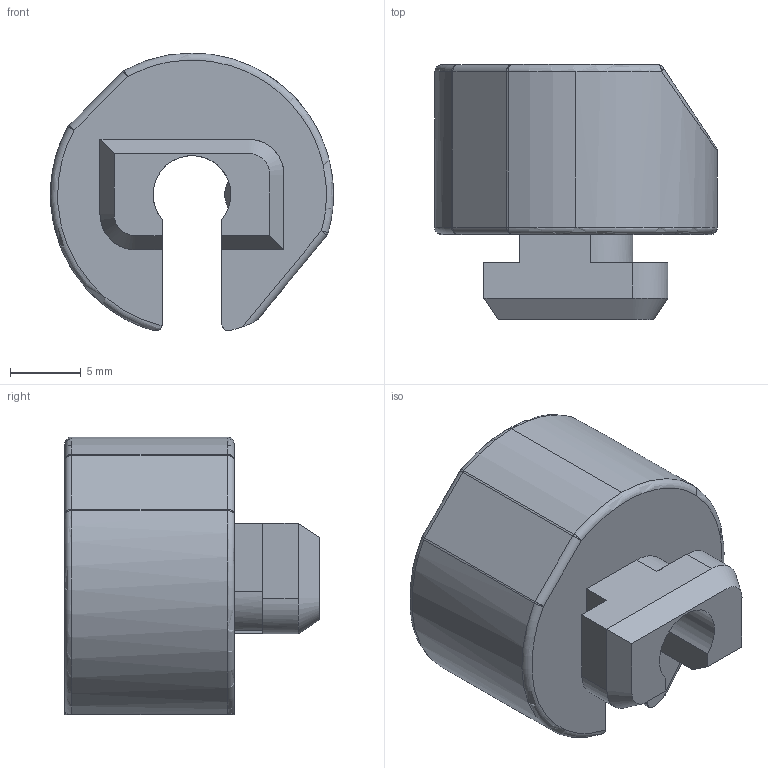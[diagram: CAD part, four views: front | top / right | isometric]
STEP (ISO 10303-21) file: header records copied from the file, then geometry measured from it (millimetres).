
FILE_DESCRIPTION (( 'STEP AP214' ), '1' );
FILE_NAME ('AL-6.41.08.01 Êðåïëåíèå äëÿ ñåòêè Ïàç 8.SLDPRT.STEP', '2025-08-07T12:35:04', ( '' ), ( '' ), 'SwSTEP 2.0', 'SolidWorks 2021', '' );
FILE_SCHEMA (( 'AUTOMOTIVE_DESIGN' ));
Length unit declared in the file: millimetre
Products named in the file (3): AL-6.41.08.01 Êðåïëåíèå äëÿ ñåòêè Ïàç 8 - âòóëêà_00; AL-6.41.08.01 Êðåïëåíèå äëÿ ñåòêè Ïàç 8 - âèíò1; AL-6.41.08.01 Êðåïëåíèå äëÿ ñåòêè Ïàç 8.SLDPRT
Assembly tree (2 placements, depth 2):
  AL-6.41.08.01 Êðåïëåíèå äëÿ ñåòêè Ïàç 8.SLDPRT
    AL-6.41.08.01 Êðåïëåíèå äëÿ ñåòêè Ïàç 8 - âèíò1
    AL-6.41.08.01 Êðåïëåíèå äëÿ ñåòêè Ïàç 8 - âòóëêà_00
Bounding box: 20 x 18 x 19.64 mm (x, y, z)
Volume: 3222.4 mm3; surface area: 2052.8 mm2
Topology: 2 solids, 2 shells, 89 faces, 227 edges, 142 vertices
Faces by surface type: cylinder 35, plane 27, bspline 8, sphere 8, cone 7, torus 4
Entity records: 4704 total; most frequent: CARTESIAN_POINT 2872, ORIENTED_EDGE 454, EDGE_CURVE 227, DIRECTION 223, B_SPLINE_CURVE_WITH_KNOTS 157, VERTEX_POINT 142, AXIS2_PLACEMENT_3D 94, EDGE_LOOP 91
